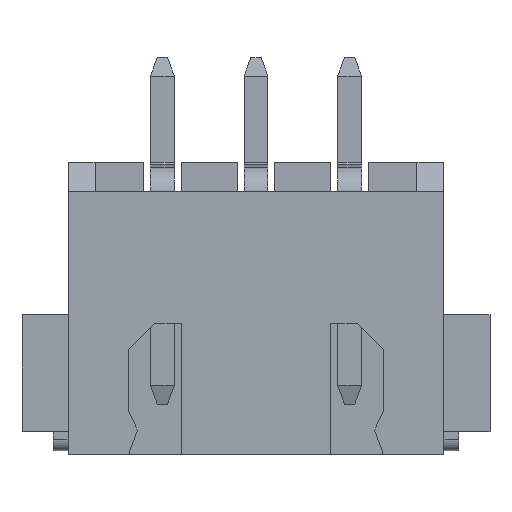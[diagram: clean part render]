
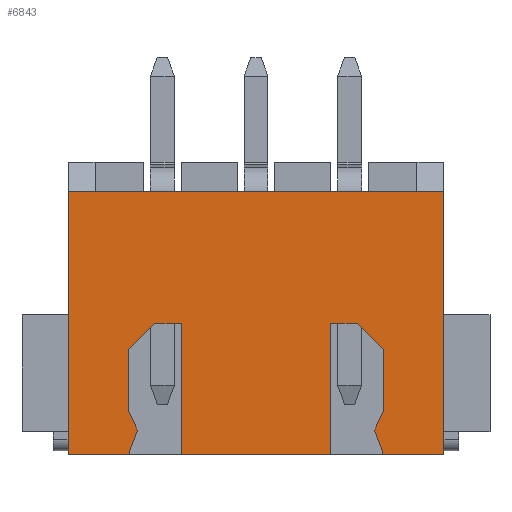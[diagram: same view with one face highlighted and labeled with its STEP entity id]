
A CAD part, top view. The second image highlights one B-rep face of the part: STEP entity #6843.
In plain terms, the highlighted planar face has unit normal (0, 0, 1).
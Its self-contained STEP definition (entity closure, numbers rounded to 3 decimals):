
#101 = CARTESIAN_POINT ( 'NONE',  ( 2., -1.8, 5.7 ) ) ;
#318 = VERTEX_POINT ( 'NONE', #19316 ) ;
#367 = ORIENTED_EDGE ( 'NONE', *, *, #5552, .F. ) ;
#452 = ORIENTED_EDGE ( 'NONE', *, *, #15328, .F. ) ;
#623 = CARTESIAN_POINT ( 'NONE',  ( -3.4, -5.3, 5.7 ) ) ;
#1004 = EDGE_CURVE ( 'NONE', #1649, #6770, #19555, .T. ) ;
#1115 = VECTOR ( 'NONE', #2690, 1000. ) ;
#1122 = DIRECTION ( 'NONE',  ( 0., -1., 0. ) ) ;
#1489 = LINE ( 'NONE', #19576, #5603 ) ;
#1624 = DIRECTION ( 'NONE',  ( 0., -1., 0. ) ) ;
#1649 = VERTEX_POINT ( 'NONE', #7163 ) ;
#1949 = CARTESIAN_POINT ( 'NONE',  ( -3.167, -4.659, 5.7 ) ) ;
#1994 = DIRECTION ( 'NONE',  ( 0.423, 0.906, 0. ) ) ;
#2210 = EDGE_CURVE ( 'NONE', #15704, #10670, #16321, .T. ) ;
#2294 = VERTEX_POINT ( 'NONE', #18928 ) ;
#2401 = CARTESIAN_POINT ( 'NONE',  ( 3.4, -2.5, 5.7 ) ) ;
#2468 = LINE ( 'NONE', #8454, #7343 ) ;
#2469 = ORIENTED_EDGE ( 'NONE', *, *, #4281, .F. ) ;
#2482 = VERTEX_POINT ( 'NONE', #15077 ) ;
#2690 = DIRECTION ( 'NONE',  ( 0., 1., 0. ) ) ;
#2798 = LINE ( 'NONE', #8878, #1115 ) ;
#2849 = CARTESIAN_POINT ( 'NONE',  ( 5., 1.7, 5.7 ) ) ;
#2876 = CARTESIAN_POINT ( 'NONE',  ( -5., -5.3, 5.7 ) ) ;
#3086 = ORIENTED_EDGE ( 'NONE', *, *, #7706, .F. ) ;
#3090 = LINE ( 'NONE', #101, #4566 ) ;
#3108 = DIRECTION ( 'NONE',  ( -1., 0., 0. ) ) ;
#3601 = DIRECTION ( 'NONE',  ( 0.423, -0.906, 0. ) ) ;
#3719 = VECTOR ( 'NONE', #1624, 1000. ) ;
#3765 = ORIENTED_EDGE ( 'NONE', *, *, #2210, .T. ) ;
#4230 = EDGE_CURVE ( 'NONE', #15345, #9859, #14211, .T. ) ;
#4273 = CARTESIAN_POINT ( 'NONE',  ( -3.4, -2.5, 5.7 ) ) ;
#4281 = EDGE_CURVE ( 'NONE', #18294, #15107, #14413, .T. ) ;
#4352 = VECTOR ( 'NONE', #9608, 1000. ) ;
#4410 = ORIENTED_EDGE ( 'NONE', *, *, #9594, .F. ) ;
#4566 = VECTOR ( 'NONE', #5964, 1000. ) ;
#4648 = DIRECTION ( 'NONE',  ( 0., 0., -1. ) ) ;
#4785 = LINE ( 'NONE', #7784, #17429 ) ;
#4867 = VERTEX_POINT ( 'NONE', #6177 ) ;
#4930 = CARTESIAN_POINT ( 'NONE',  ( 2.7, -1.8, 5.7 ) ) ;
#5091 = EDGE_CURVE ( 'NONE', #15412, #2482, #17970, .T. ) ;
#5310 = CARTESIAN_POINT ( 'NONE',  ( -3.4, -5.3, 5.7 ) ) ;
#5406 = DIRECTION ( 'NONE',  ( -1., 0., 0. ) ) ;
#5552 = EDGE_CURVE ( 'NONE', #15107, #18900, #4785, .T. ) ;
#5559 = VECTOR ( 'NONE', #8039, 1000. ) ;
#5603 = VECTOR ( 'NONE', #10556, 1000. ) ;
#5964 = DIRECTION ( 'NONE',  ( 0., -1., 0. ) ) ;
#6177 = CARTESIAN_POINT ( 'NONE',  ( 3.167, -4.659, 5.7 ) ) ;
#6232 = CARTESIAN_POINT ( 'NONE',  ( -6.25, -5.3, 5.7 ) ) ;
#6333 = ORIENTED_EDGE ( 'NONE', *, *, #7099, .F. ) ;
#6473 = LINE ( 'NONE', #17296, #6566 ) ;
#6566 = VECTOR ( 'NONE', #1994, 1000. ) ;
#6750 = CARTESIAN_POINT ( 'NONE',  ( 2., -1.8, 5.7 ) ) ;
#6770 = VERTEX_POINT ( 'NONE', #11146 ) ;
#6822 = CARTESIAN_POINT ( 'NONE',  ( -6.25, 1.7, 5.7 ) ) ;
#6843 = ADVANCED_FACE ( 'NONE', ( #18066 ), #19428, .F. ) ;
#6914 = VECTOR ( 'NONE', #13504, 1000. ) ;
#6927 = LINE ( 'NONE', #19032, #3719 ) ;
#7009 = CARTESIAN_POINT ( 'NONE',  ( 3.4, -4.159, 5.7 ) ) ;
#7099 = EDGE_CURVE ( 'NONE', #15704, #10855, #11700, .T. ) ;
#7163 = CARTESIAN_POINT ( 'NONE',  ( 2., -5.3, 5.7 ) ) ;
#7343 = VECTOR ( 'NONE', #10133, 1000. ) ;
#7706 = EDGE_CURVE ( 'NONE', #6770, #2294, #15461, .T. ) ;
#7784 = CARTESIAN_POINT ( 'NONE',  ( 2.7, -1.8, 5.7 ) ) ;
#8034 = DIRECTION ( 'NONE',  ( -0.707, -0.707, 0. ) ) ;
#8039 = DIRECTION ( 'NONE',  ( 0., 1., 0. ) ) ;
#8454 = CARTESIAN_POINT ( 'NONE',  ( -6.25, -5.3, 5.7 ) ) ;
#8750 = LINE ( 'NONE', #12017, #6914 ) ;
#8878 = CARTESIAN_POINT ( 'NONE',  ( 5., 1.7, 5.7 ) ) ;
#9193 = EDGE_LOOP ( 'NONE', ( #11619, #18099, #367, #2469, #18156, #17991, #16949, #15394, #10447, #6333, #3765, #4410, #452, #10740, #9574, #18307, #15650, #3086 ) ) ;
#9401 = EDGE_CURVE ( 'NONE', #16215, #4867, #1489, .T. ) ;
#9574 = ORIENTED_EDGE ( 'NONE', *, *, #15263, .F. ) ;
#9579 = CARTESIAN_POINT ( 'NONE',  ( -3.167, -4.659, 5.7 ) ) ;
#9594 = EDGE_CURVE ( 'NONE', #13792, #10670, #8750, .T. ) ;
#9608 = DIRECTION ( 'NONE',  ( -0.342, -0.94, 0. ) ) ;
#9859 = VERTEX_POINT ( 'NONE', #1949 ) ;
#10133 = DIRECTION ( 'NONE',  ( -1., 0., 0. ) ) ;
#10438 = CARTESIAN_POINT ( 'NONE',  ( -6.25, -5.3, 5.7 ) ) ;
#10447 = ORIENTED_EDGE ( 'NONE', *, *, #14137, .T. ) ;
#10525 = DIRECTION ( 'NONE',  ( 0., 1., 0. ) ) ;
#10553 = VECTOR ( 'NONE', #11364, 1000. ) ;
#10556 = DIRECTION ( 'NONE',  ( -0.342, 0.94, 0. ) ) ;
#10670 = VERTEX_POINT ( 'NONE', #2876 ) ;
#10740 = ORIENTED_EDGE ( 'NONE', *, *, #4230, .F. ) ;
#10855 = VERTEX_POINT ( 'NONE', #2849 ) ;
#10982 = EDGE_CURVE ( 'NONE', #15593, #18294, #15836, .T. ) ;
#10990 = EDGE_CURVE ( 'NONE', #2294, #15412, #11307, .T. ) ;
#11078 = CARTESIAN_POINT ( 'NONE',  ( 3.4, -4.159, 5.7 ) ) ;
#11146 = CARTESIAN_POINT ( 'NONE',  ( -2., -5.3, 5.7 ) ) ;
#11307 = LINE ( 'NONE', #18823, #18102 ) ;
#11364 = DIRECTION ( 'NONE',  ( -0.707, 0.707, 0. ) ) ;
#11389 = EDGE_CURVE ( 'NONE', #318, #16215, #2468, .T. ) ;
#11499 = VECTOR ( 'NONE', #3601, 1000. ) ;
#11619 = ORIENTED_EDGE ( 'NONE', *, *, #1004, .F. ) ;
#11700 = LINE ( 'NONE', #6822, #16805 ) ;
#11781 = CARTESIAN_POINT ( 'NONE',  ( -5., 1.7, 5.7 ) ) ;
#12017 = CARTESIAN_POINT ( 'NONE',  ( -6.25, -5.3, 5.7 ) ) ;
#12480 = CARTESIAN_POINT ( 'NONE',  ( -3.4, -4.159, 5.7 ) ) ;
#13093 = DIRECTION ( 'NONE',  ( 0., 1., 0. ) ) ;
#13148 = CARTESIAN_POINT ( 'NONE',  ( -5., 1.7, 5.7 ) ) ;
#13175 = CARTESIAN_POINT ( 'NONE',  ( 3.4, -5.3, 5.7 ) ) ;
#13206 = VECTOR ( 'NONE', #8034, 1000. ) ;
#13504 = DIRECTION ( 'NONE',  ( -1., 0., 0. ) ) ;
#13792 = VERTEX_POINT ( 'NONE', #5310 ) ;
#13857 = VECTOR ( 'NONE', #1122, 1000. ) ;
#14064 = CARTESIAN_POINT ( 'NONE',  ( -2., -1.8, 5.7 ) ) ;
#14137 = EDGE_CURVE ( 'NONE', #318, #10855, #2798, .T. ) ;
#14141 = LINE ( 'NONE', #623, #4352 ) ;
#14211 = LINE ( 'NONE', #9579, #11499 ) ;
#14413 = LINE ( 'NONE', #2401, #10553 ) ;
#14722 = CARTESIAN_POINT ( 'NONE',  ( -2.7, -1.8, 5.7 ) ) ;
#14882 = DIRECTION ( 'NONE',  ( -1., 0., 0. ) ) ;
#15077 = CARTESIAN_POINT ( 'NONE',  ( -3.4, -2.5, 5.7 ) ) ;
#15107 = VERTEX_POINT ( 'NONE', #4930 ) ;
#15263 = EDGE_CURVE ( 'NONE', #2482, #15345, #6927, .T. ) ;
#15328 = EDGE_CURVE ( 'NONE', #9859, #13792, #14141, .T. ) ;
#15345 = VERTEX_POINT ( 'NONE', #12480 ) ;
#15394 = ORIENTED_EDGE ( 'NONE', *, *, #11389, .F. ) ;
#15412 = VERTEX_POINT ( 'NONE', #14722 ) ;
#15461 = LINE ( 'NONE', #14064, #5559 ) ;
#15592 = EDGE_CURVE ( 'NONE', #4867, #15593, #6473, .T. ) ;
#15593 = VERTEX_POINT ( 'NONE', #11078 ) ;
#15650 = ORIENTED_EDGE ( 'NONE', *, *, #10990, .F. ) ;
#15704 = VERTEX_POINT ( 'NONE', #13148 ) ;
#15836 = LINE ( 'NONE', #7009, #16504 ) ;
#16215 = VERTEX_POINT ( 'NONE', #13175 ) ;
#16321 = LINE ( 'NONE', #11781, #13857 ) ;
#16504 = VECTOR ( 'NONE', #13093, 1000. ) ;
#16805 = VECTOR ( 'NONE', #19215, 1000. ) ;
#16949 = ORIENTED_EDGE ( 'NONE', *, *, #9401, .F. ) ;
#17296 = CARTESIAN_POINT ( 'NONE',  ( 3.167, -4.659, 5.7 ) ) ;
#17429 = VECTOR ( 'NONE', #3108, 1000. ) ;
#17970 = LINE ( 'NONE', #4273, #13206 ) ;
#17991 = ORIENTED_EDGE ( 'NONE', *, *, #15592, .F. ) ;
#18066 = FACE_OUTER_BOUND ( 'NONE', #9193, .T. ) ;
#18099 = ORIENTED_EDGE ( 'NONE', *, *, #19497, .F. ) ;
#18102 = VECTOR ( 'NONE', #5406, 1000. ) ;
#18156 = ORIENTED_EDGE ( 'NONE', *, *, #10982, .F. ) ;
#18294 = VERTEX_POINT ( 'NONE', #18718 ) ;
#18307 = ORIENTED_EDGE ( 'NONE', *, *, #5091, .F. ) ;
#18376 = AXIS2_PLACEMENT_3D ( 'NONE', #6232, #4648, #10525 ) ;
#18718 = CARTESIAN_POINT ( 'NONE',  ( 3.4, -2.5, 5.7 ) ) ;
#18823 = CARTESIAN_POINT ( 'NONE',  ( -2.7, -1.8, 5.7 ) ) ;
#18900 = VERTEX_POINT ( 'NONE', #6750 ) ;
#18928 = CARTESIAN_POINT ( 'NONE',  ( -2., -1.8, 5.7 ) ) ;
#19032 = CARTESIAN_POINT ( 'NONE',  ( -3.4, -4.159, 5.7 ) ) ;
#19215 = DIRECTION ( 'NONE',  ( 1., 0., 0. ) ) ;
#19316 = CARTESIAN_POINT ( 'NONE',  ( 5., -5.3, 5.7 ) ) ;
#19331 = VECTOR ( 'NONE', #14882, 1000. ) ;
#19428 = PLANE ( 'NONE',  #18376 ) ;
#19497 = EDGE_CURVE ( 'NONE', #18900, #1649, #3090, .T. ) ;
#19555 = LINE ( 'NONE', #10438, #19331 ) ;
#19576 = CARTESIAN_POINT ( 'NONE',  ( 3.4, -5.3, 5.7 ) ) ;
